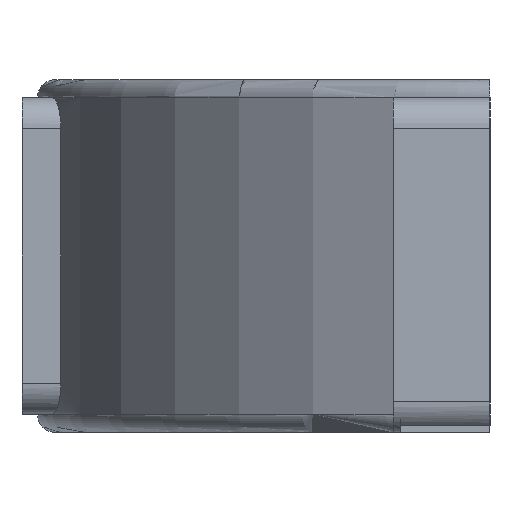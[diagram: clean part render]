
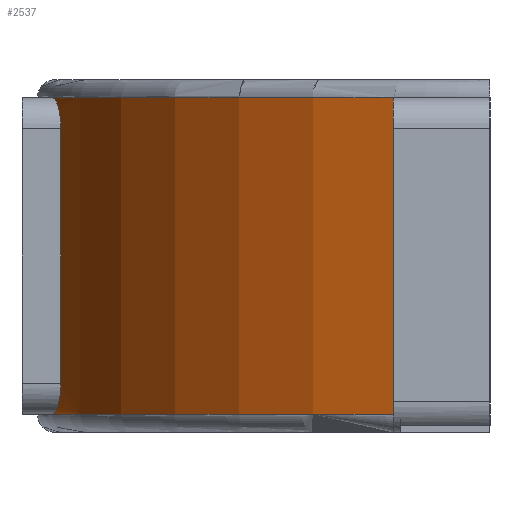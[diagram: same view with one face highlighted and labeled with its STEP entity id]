
A CAD part, left-side view. The second image highlights one B-rep face of the part: STEP entity #2537.
In plain terms, the highlighted cylindrical face has radius 355.6 mm (diameter 711.2 mm), a partial arc.
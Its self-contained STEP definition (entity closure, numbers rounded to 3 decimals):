
#30 = CARTESIAN_POINT ( 'NONE',  ( -103., 340.356, -83. ) ) ;
#33 = CARTESIAN_POINT ( 'NONE',  ( -333.428, 123.6, 103. ) ) ;
#59 = CARTESIAN_POINT ( 'NONE',  ( -101.908, 340.685, 89.526 ) ) ;
#82 = CARTESIAN_POINT ( 'NONE',  ( -103., 340.356, 83. ) ) ;
#86 = CARTESIAN_POINT ( 'NONE',  ( -94.53, 342.806, -99.355 ) ) ;
#91 = LINE ( 'NONE', #815, #1130 ) ;
#95 = CARTESIAN_POINT ( 'NONE',  ( -98.783, 341.604, 95.301 ) ) ;
#100 = CARTESIAN_POINT ( 'NONE',  ( -101.937, 340.677, -89.567 ) ) ;
#113 = CARTESIAN_POINT ( 'NONE',  ( -88.137, 344.505, 102.34 ) ) ;
#136 = CARTESIAN_POINT ( 'NONE',  ( -97.501, 341.972, 96.789 ) ) ;
#142 = CARTESIAN_POINT ( 'NONE',  ( -100.883, 340.99, -91.981 ) ) ;
#221 = DIRECTION ( 'NONE',  ( 1., 0., 0. ) ) ;
#240 = DIRECTION ( 'NONE',  ( 0., 0., 1. ) ) ;
#337 = CARTESIAN_POINT ( 'NONE',  ( -87.484, 344.671, -102.502 ) ) ;
#347 = AXIS2_PLACEMENT_3D ( 'NONE', #377, #3014, #1433 ) ;
#349 = CARTESIAN_POINT ( 'NONE',  ( 0., 0., 348.633 ) ) ;
#356 = CARTESIAN_POINT ( 'NONE',  ( -97.958, 341.843, -96.34 ) ) ;
#370 = CARTESIAN_POINT ( 'NONE',  ( -89.987, 344.026, 101.751 ) ) ;
#376 = CARTESIAN_POINT ( 'NONE',  ( -84.307, 345.464, -103. ) ) ;
#377 = CARTESIAN_POINT ( 'NONE',  ( 0., 0., 103. ) ) ;
#389 = CARTESIAN_POINT ( 'NONE',  ( -91.769, 343.557, -101.022 ) ) ;
#410 = CARTESIAN_POINT ( 'NONE',  ( -99.717, 341.333, -93.984 ) ) ;
#544 = VERTEX_POINT ( 'NONE', #33 ) ;
#565 = CARTESIAN_POINT ( 'NONE',  ( -84.306, 345.464, 103. ) ) ;
#577 = CARTESIAN_POINT ( 'NONE',  ( -103., 340.356, 83. ) ) ;
#596 = CARTESIAN_POINT ( 'NONE',  ( -100.291, 341.165, 93.137 ) ) ;
#624 = CARTESIAN_POINT ( 'NONE',  ( -96.565, 342.238, -97.711 ) ) ;
#638 = CARTESIAN_POINT ( 'NONE',  ( -92.909, 343.25, -100.421 ) ) ;
#648 = EDGE_LOOP ( 'NONE', ( #1608, #2309, #726, #1357, #752, #698 ) ) ;
#655 = CARTESIAN_POINT ( 'NONE',  ( -83., 345.778, -103. ) ) ;
#667 = CIRCLE ( 'NONE', #347, 355.6 ) ;
#698 = ORIENTED_EDGE ( 'NONE', *, *, #3136, .T. ) ;
#726 = ORIENTED_EDGE ( 'NONE', *, *, #1157, .F. ) ;
#752 = ORIENTED_EDGE ( 'NONE', *, *, #1804, .F. ) ;
#815 = CARTESIAN_POINT ( 'NONE',  ( -103., 340.356, 348.633 ) ) ;
#829 = AXIS2_PLACEMENT_3D ( 'NONE', #2532, #240, #221 ) ;
#835 = CARTESIAN_POINT ( 'NONE',  ( -100.918, 340.98, 91.983 ) ) ;
#855 = CARTESIAN_POINT ( 'NONE',  ( -89.967, 344.031, -101.758 ) ) ;
#861 = DIRECTION ( 'NONE',  ( -1., 0., 0. ) ) ;
#865 = CARTESIAN_POINT ( 'NONE',  ( -91.775, 343.555, 101.018 ) ) ;
#993 = VERTEX_POINT ( 'NONE', #30 ) ;
#1008 = EDGE_CURVE ( 'NONE', #3060, #544, #2836, .T. ) ;
#1106 = CARTESIAN_POINT ( 'NONE',  ( -102.473, 340.515, 87.61 ) ) ;
#1110 = CARTESIAN_POINT ( 'NONE',  ( -89.35, 344.192, -101.976 ) ) ;
#1123 = CARTESIAN_POINT ( 'NONE',  ( -102.832, 340.407, -85.673 ) ) ;
#1130 = VECTOR ( 'NONE', #1879, 1000. ) ;
#1155 = CARTESIAN_POINT ( 'NONE',  ( -99.183, 341.488, 94.77 ) ) ;
#1157 = EDGE_CURVE ( 'NONE', #2495, #1878, #1194, .T. ) ;
#1176 = CARTESIAN_POINT ( 'NONE',  ( -98.793, 341.602, -95.341 ) ) ;
#1194 = B_SPLINE_CURVE_WITH_KNOTS ( 'NONE', 3,
 ( #82, #2955, #1869, #1106, #2134, #2440, #59, #3169, #1342, #835, #596, #1155, #95, #2116, #136, #2150, #1661, #1390, #2676, #3184, #865, #370, #2425, #113, #1408, #1851, #565, #1591 ),
 .UNSPECIFIED., .F., .F.,
 ( 4, 2, 2, 2, 2, 2, 2, 2, 2, 2, 2, 2, 2, 4 ),
 ( 0., 0.004, 0.006, 0.007, 0.008, 0.012, 0.014, 0.016, 0.018, 0.02, 0.024, 0.026, 0.028, 0.032 ),
 .UNSPECIFIED. ) ;
#1308 = CARTESIAN_POINT ( 'NONE',  ( -333.428, 123.6, 348.633 ) ) ;
#1342 = CARTESIAN_POINT ( 'NONE',  ( -101.559, 340.789, 90.46 ) ) ;
#1357 = ORIENTED_EDGE ( 'NONE', *, *, #1482, .F. ) ;
#1381 = CARTESIAN_POINT ( 'NONE',  ( -88.109, 344.512, -102.347 ) ) ;
#1390 = CARTESIAN_POINT ( 'NONE',  ( -95.082, 342.653, 98.952 ) ) ;
#1408 = CARTESIAN_POINT ( 'NONE',  ( -87.502, 344.667, 102.497 ) ) ;
#1433 = DIRECTION ( 'NONE',  ( -1., 0., 0. ) ) ;
#1482 = EDGE_CURVE ( 'NONE', #993, #2495, #91, .T. ) ;
#1591 = CARTESIAN_POINT ( 'NONE',  ( -83., 345.778, 103. ) ) ;
#1608 = ORIENTED_EDGE ( 'NONE', *, *, #1008, .T. ) ;
#1629 = CARTESIAN_POINT ( 'NONE',  ( -103., 340.356, -83.673 ) ) ;
#1661 = CARTESIAN_POINT ( 'NONE',  ( -96.091, 342.371, 98.134 ) ) ;
#1684 = CARTESIAN_POINT ( 'NONE',  ( -100.241, 341.179, -93.142 ) ) ;
#1800 = B_SPLINE_CURVE_WITH_KNOTS ( 'NONE', 3,
 ( #655, #376, #3224, #337, #1381, #1110, #855, #389, #638, #86, #2139, #1817, #624, #356, #1176, #410, #1889, #1684, #2177, #142, #2960, #100, #2205, #3173, #1123, #2928, #1629, #2667 ),
 .UNSPECIFIED., .F., .F.,
 ( 4, 2, 2, 2, 2, 2, 2, 2, 2, 2, 2, 2, 2, 4 ),
 ( 0., 0.004, 0.006, 0.008, 0.012, 0.014, 0.016, 0.02, 0.021, 0.022, 0.024, 0.028, 0.03, 0.032 ),
 .UNSPECIFIED. ) ;
#1804 = EDGE_CURVE ( 'NONE', #2029, #993, #1800, .T. ) ;
#1817 = CARTESIAN_POINT ( 'NONE',  ( -96.075, 342.376, -98.149 ) ) ;
#1829 = CARTESIAN_POINT ( 'NONE',  ( -83., 345.778, -103. ) ) ;
#1846 = CYLINDRICAL_SURFACE ( 'NONE', #3252, 355.6 ) ;
#1851 = CARTESIAN_POINT ( 'NONE',  ( -85.594, 345.147, 102.873 ) ) ;
#1869 = CARTESIAN_POINT ( 'NONE',  ( -102.866, 340.397, 85.664 ) ) ;
#1878 = VERTEX_POINT ( 'NONE', #2193 ) ;
#1879 = DIRECTION ( 'NONE',  ( 0., 0., 1. ) ) ;
#1880 = DIRECTION ( 'NONE',  ( 0., 0., -1. ) ) ;
#1889 = CARTESIAN_POINT ( 'NONE',  ( -99.896, 341.28, -93.707 ) ) ;
#1965 = CARTESIAN_POINT ( 'NONE',  ( -333.428, 123.6, -103. ) ) ;
#2029 = VERTEX_POINT ( 'NONE', #1829 ) ;
#2116 = CARTESIAN_POINT ( 'NONE',  ( -97.943, 341.846, 96.309 ) ) ;
#2134 = CARTESIAN_POINT ( 'NONE',  ( -102.309, 340.564, 88.253 ) ) ;
#2139 = CARTESIAN_POINT ( 'NONE',  ( -95.055, 342.66, -98.972 ) ) ;
#2150 = CARTESIAN_POINT ( 'NONE',  ( -96.575, 342.235, 97.702 ) ) ;
#2177 = CARTESIAN_POINT ( 'NONE',  ( -100.407, 341.13, -92.853 ) ) ;
#2193 = CARTESIAN_POINT ( 'NONE',  ( -83., 345.778, 103. ) ) ;
#2205 = CARTESIAN_POINT ( 'NONE',  ( -102.33, 340.558, -88.306 ) ) ;
#2309 = ORIENTED_EDGE ( 'NONE', *, *, #3343, .T. ) ;
#2410 = FACE_OUTER_BOUND ( 'NONE', #648, .T. ) ;
#2425 = CARTESIAN_POINT ( 'NONE',  ( -89.379, 344.185, 101.967 ) ) ;
#2440 = CARTESIAN_POINT ( 'NONE',  ( -102.015, 340.653, 89.208 ) ) ;
#2495 = VERTEX_POINT ( 'NONE', #577 ) ;
#2532 = CARTESIAN_POINT ( 'NONE',  ( 0., 0., -103. ) ) ;
#2537 = ADVANCED_FACE ( 'NONE', ( #2410 ), #1846, .T. ) ;
#2660 = CIRCLE ( 'NONE', #829, 355.6 ) ;
#2667 = CARTESIAN_POINT ( 'NONE',  ( -103., 340.356, -83. ) ) ;
#2676 = CARTESIAN_POINT ( 'NONE',  ( -94.554, 342.799, 99.338 ) ) ;
#2836 = LINE ( 'NONE', #1308, #2972 ) ;
#2852 = DIRECTION ( 'NONE',  ( 0., 0., 1. ) ) ;
#2928 = CARTESIAN_POINT ( 'NONE',  ( -102.966, 340.366, -84.342 ) ) ;
#2955 = CARTESIAN_POINT ( 'NONE',  ( -103., 340.356, 84.344 ) ) ;
#2960 = CARTESIAN_POINT ( 'NONE',  ( -101.169, 340.905, -91.386 ) ) ;
#2972 = VECTOR ( 'NONE', #2852, 1000. ) ;
#3014 = DIRECTION ( 'NONE',  ( 0., 0., -1. ) ) ;
#3060 = VERTEX_POINT ( 'NONE', #1965 ) ;
#3136 = EDGE_CURVE ( 'NONE', #2029, #3060, #2660, .T. ) ;
#3169 = CARTESIAN_POINT ( 'NONE',  ( -101.681, 340.753, 90.151 ) ) ;
#3173 = CARTESIAN_POINT ( 'NONE',  ( -102.731, 340.438, -86.338 ) ) ;
#3184 = CARTESIAN_POINT ( 'NONE',  ( -92.917, 343.248, 100.417 ) ) ;
#3224 = CARTESIAN_POINT ( 'NONE',  ( -85.591, 345.148, -102.873 ) ) ;
#3252 = AXIS2_PLACEMENT_3D ( 'NONE', #349, #1880, #861 ) ;
#3343 = EDGE_CURVE ( 'NONE', #544, #1878, #667, .T. ) ;
